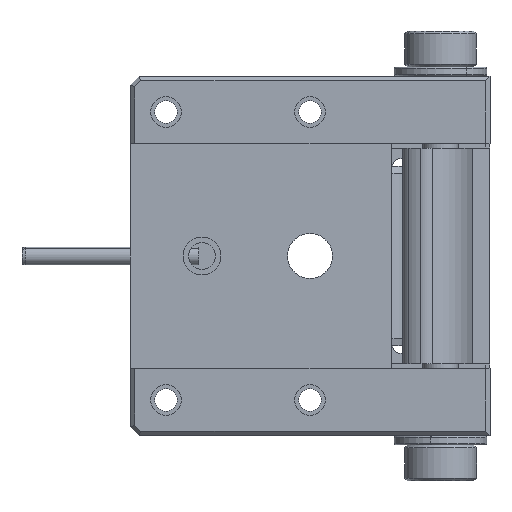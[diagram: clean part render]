
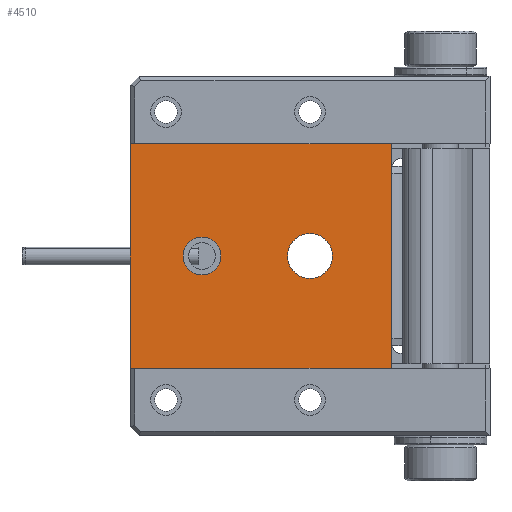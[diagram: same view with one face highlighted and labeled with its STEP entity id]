
A CAD part, front view. The second image highlights one B-rep face of the part: STEP entity #4510.
In plain terms, the highlighted planar face has unit normal (0, -1, 0).
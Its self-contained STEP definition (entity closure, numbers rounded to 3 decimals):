
#151 = ORIENTED_EDGE ( 'NONE', *, *, #4930, .F. ) ;
#163 = LINE ( 'NONE', #2978, #5522 ) ;
#205 = LINE ( 'NONE', #913, #4410 ) ;
#239 = ORIENTED_EDGE ( 'NONE', *, *, #3599, .T. ) ;
#247 = ORIENTED_EDGE ( 'NONE', *, *, #6301, .F. ) ;
#308 = VECTOR ( 'NONE', #2154, 1000. ) ;
#407 = PLANE ( 'NONE',  #6579 ) ;
#561 = DIRECTION ( 'NONE',  ( 0., 0., 1. ) ) ;
#617 = DIRECTION ( 'NONE',  ( 0., 1., 0. ) ) ;
#672 = VECTOR ( 'NONE', #561, 1000. ) ;
#913 = CARTESIAN_POINT ( 'NONE',  ( -28.675, -11.351, 52.5 ) ) ;
#971 = CIRCLE ( 'NONE', #8493, 2.1 ) ;
#984 = VERTEX_POINT ( 'NONE', #8652 ) ;
#1017 = CIRCLE ( 'NONE', #3332, 2.5 ) ;
#1302 = DIRECTION ( 'NONE',  ( 0., 0., 1. ) ) ;
#1392 = DIRECTION ( 'NONE',  ( 0., -1., 0. ) ) ;
#2032 = EDGE_CURVE ( 'NONE', #5685, #7486, #4171, .T. ) ;
#2121 = EDGE_LOOP ( 'NONE', ( #239, #6770, #2353, #3469 ) ) ;
#2154 = DIRECTION ( 'NONE',  ( 1., 0., 0. ) ) ;
#2353 = ORIENTED_EDGE ( 'NONE', *, *, #5625, .T. ) ;
#2478 = LINE ( 'NONE', #3846, #672 ) ;
#2538 = AXIS2_PLACEMENT_3D ( 'NONE', #3397, #1392, #6675 ) ;
#2552 = EDGE_LOOP ( 'NONE', ( #4356, #247 ) ) ;
#2577 = EDGE_LOOP ( 'NONE', ( #151, #4738 ) ) ;
#2601 = CARTESIAN_POINT ( 'NONE',  ( -8.675, -11.351, 40. ) ) ;
#2978 = CARTESIAN_POINT ( 'NONE',  ( 0.325, -11.351, 52.5 ) ) ;
#3044 = DIRECTION ( 'NONE',  ( 0., -1., 0. ) ) ;
#3126 = CARTESIAN_POINT ( 'NONE',  ( -8.675, -11.351, 37.5 ) ) ;
#3196 = DIRECTION ( 'NONE',  ( 0., 0., 1. ) ) ;
#3312 = CARTESIAN_POINT ( 'NONE',  ( 0.325, -11.351, 52.5 ) ) ;
#3332 = AXIS2_PLACEMENT_3D ( 'NONE', #5943, #3808, #8511 ) ;
#3379 = CARTESIAN_POINT ( 'NONE',  ( -8.675, -11.351, 42.5 ) ) ;
#3397 = CARTESIAN_POINT ( 'NONE',  ( -20.675, -11.351, 40. ) ) ;
#3469 = ORIENTED_EDGE ( 'NONE', *, *, #2032, .T. ) ;
#3521 = EDGE_CURVE ( 'NONE', #6430, #984, #971, .T. ) ;
#3599 = EDGE_CURVE ( 'NONE', #7486, #4741, #2478, .T. ) ;
#3808 = DIRECTION ( 'NONE',  ( 0., -1., 0. ) ) ;
#3846 = CARTESIAN_POINT ( 'NONE',  ( 0.325, -11.351, 52.5 ) ) ;
#4171 = LINE ( 'NONE', #5579, #308 ) ;
#4204 = VERTEX_POINT ( 'NONE', #3126 ) ;
#4220 = CIRCLE ( 'NONE', #7492, 2.5 ) ;
#4356 = ORIENTED_EDGE ( 'NONE', *, *, #4820, .F. ) ;
#4410 = VECTOR ( 'NONE', #8280, 1000. ) ;
#4510 = ADVANCED_FACE ( 'NONE', ( #8334, #7067, #7282 ), #407, .F. ) ;
#4738 = ORIENTED_EDGE ( 'NONE', *, *, #3521, .F. ) ;
#4741 = VERTEX_POINT ( 'NONE', #3312 ) ;
#4820 = EDGE_CURVE ( 'NONE', #5519, #4204, #4220, .T. ) ;
#4930 = EDGE_CURVE ( 'NONE', #984, #6430, #8646, .T. ) ;
#5022 = DIRECTION ( 'NONE',  ( 0., 0., 1. ) ) ;
#5519 = VERTEX_POINT ( 'NONE', #3379 ) ;
#5522 = VECTOR ( 'NONE', #8360, 1000. ) ;
#5579 = CARTESIAN_POINT ( 'NONE',  ( 0.325, -11.351, 27.5 ) ) ;
#5625 = EDGE_CURVE ( 'NONE', #7373, #5685, #205, .T. ) ;
#5685 = VERTEX_POINT ( 'NONE', #6242 ) ;
#5690 = CARTESIAN_POINT ( 'NONE',  ( -20.675, -11.351, 40. ) ) ;
#5849 = DIRECTION ( 'NONE',  ( 0., -1., 0. ) ) ;
#5943 = CARTESIAN_POINT ( 'NONE',  ( -8.675, -11.351, 40. ) ) ;
#6192 = CARTESIAN_POINT ( 'NONE',  ( -20.675, -11.351, 37.9 ) ) ;
#6242 = CARTESIAN_POINT ( 'NONE',  ( -28.675, -11.351, 27.5 ) ) ;
#6301 = EDGE_CURVE ( 'NONE', #4204, #5519, #1017, .T. ) ;
#6430 = VERTEX_POINT ( 'NONE', #6192 ) ;
#6579 = AXIS2_PLACEMENT_3D ( 'NONE', #7121, #617, #1302 ) ;
#6675 = DIRECTION ( 'NONE',  ( 0., 0., 1. ) ) ;
#6770 = ORIENTED_EDGE ( 'NONE', *, *, #8264, .T. ) ;
#7067 = FACE_OUTER_BOUND ( 'NONE', #2121, .T. ) ;
#7121 = CARTESIAN_POINT ( 'NONE',  ( -8.675, -11.351, 40. ) ) ;
#7225 = CARTESIAN_POINT ( 'NONE',  ( -28.675, -11.351, 52.5 ) ) ;
#7282 = FACE_BOUND ( 'NONE', #2552, .T. ) ;
#7373 = VERTEX_POINT ( 'NONE', #7225 ) ;
#7486 = VERTEX_POINT ( 'NONE', #8050 ) ;
#7492 = AXIS2_PLACEMENT_3D ( 'NONE', #2601, #5849, #3196 ) ;
#8050 = CARTESIAN_POINT ( 'NONE',  ( 0.325, -11.351, 27.5 ) ) ;
#8264 = EDGE_CURVE ( 'NONE', #4741, #7373, #163, .T. ) ;
#8280 = DIRECTION ( 'NONE',  ( 0., 0., -1. ) ) ;
#8334 = FACE_BOUND ( 'NONE', #2577, .T. ) ;
#8360 = DIRECTION ( 'NONE',  ( -1., 0., 0. ) ) ;
#8493 = AXIS2_PLACEMENT_3D ( 'NONE', #5690, #3044, #5022 ) ;
#8511 = DIRECTION ( 'NONE',  ( 0., 0., 1. ) ) ;
#8646 = CIRCLE ( 'NONE', #2538, 2.1 ) ;
#8652 = CARTESIAN_POINT ( 'NONE',  ( -20.675, -11.351, 42.1 ) ) ;
